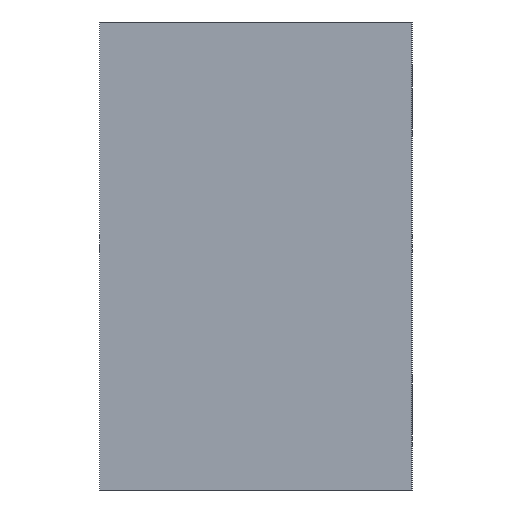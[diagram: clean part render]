
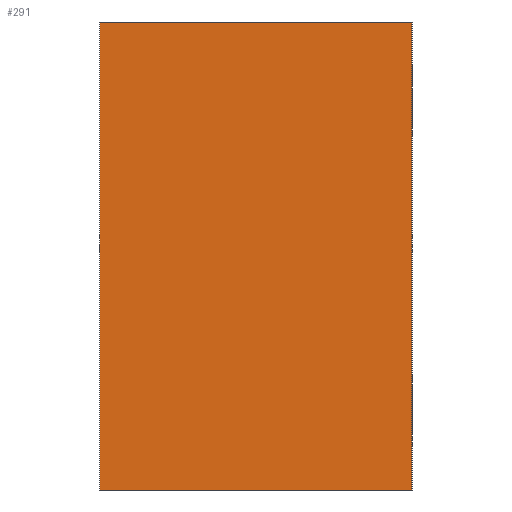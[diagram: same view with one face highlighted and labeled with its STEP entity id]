
A CAD part, left-side view. The second image highlights one B-rep face of the part: STEP entity #291.
In plain terms, the highlighted planar face has unit normal (-1, 0, 0).
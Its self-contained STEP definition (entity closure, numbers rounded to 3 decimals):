
#8 = CARTESIAN_POINT ( 'NONE',  ( 0., 50.8, 0. ) ) ;
#12 = DIRECTION ( 'NONE',  ( 0., 0., -1. ) ) ;
#13 = DIRECTION ( 'NONE',  ( 1., 0., 0. ) ) ;
#15 = PLANE ( 'NONE',  #380 ) ;
#60 = VERTEX_POINT ( 'NONE', #741 ) ;
#72 = VERTEX_POINT ( 'NONE', #708 ) ;
#73 = VERTEX_POINT ( 'NONE', #733 ) ;
#76 = VERTEX_POINT ( 'NONE', #731 ) ;
#137 = EDGE_LOOP ( 'NONE', ( #206, #207, #208, #209 ) ) ;
#147 = LINE ( 'NONE', #707, #852 ) ;
#206 = ORIENTED_EDGE ( 'NONE', *, *, #262, .T. ) ;
#207 = ORIENTED_EDGE ( 'NONE', *, *, #270, .F. ) ;
#208 = ORIENTED_EDGE ( 'NONE', *, *, #313, .F. ) ;
#209 = ORIENTED_EDGE ( 'NONE', *, *, #1073, .T. ) ;
#262 = EDGE_CURVE ( 'NONE', #73, #76, #147, .T. ) ;
#270 = EDGE_CURVE ( 'NONE', #72, #76, #858, .T. ) ;
#291 = ADVANCED_FACE ( 'NONE', ( #887 ), #15, .F. ) ;
#313 = EDGE_CURVE ( 'NONE', #60, #72, #915, .T. ) ;
#380 = AXIS2_PLACEMENT_3D ( 'NONE', #8, #13, #12 ) ;
#464 = CARTESIAN_POINT ( 'NONE',  ( 0., 50.8, 0. ) ) ;
#476 = DIRECTION ( 'NONE',  ( 0., 0., 1. ) ) ;
#661 = CARTESIAN_POINT ( 'NONE',  ( 0., 50.8, -76.2 ) ) ;
#668 = DIRECTION ( 'NONE',  ( 0., -1., 0. ) ) ;
#704 = CARTESIAN_POINT ( 'NONE',  ( 0., 50.8, 0. ) ) ;
#707 = CARTESIAN_POINT ( 'NONE',  ( 0., 0., 0. ) ) ;
#708 = CARTESIAN_POINT ( 'NONE',  ( 0., 50.8, 0. ) ) ;
#713 = DIRECTION ( 'NONE',  ( 0., -1., 0. ) ) ;
#721 = DIRECTION ( 'NONE',  ( 0., 0., 1. ) ) ;
#731 = CARTESIAN_POINT ( 'NONE',  ( 0., 0., 0. ) ) ;
#733 = CARTESIAN_POINT ( 'NONE',  ( 0., 0., -76.2 ) ) ;
#741 = CARTESIAN_POINT ( 'NONE',  ( 0., 50.8, -76.2 ) ) ;
#850 = VECTOR ( 'NONE', #713, 1000. ) ;
#852 = VECTOR ( 'NONE', #721, 1000. ) ;
#858 = LINE ( 'NONE', #704, #850 ) ;
#887 = FACE_OUTER_BOUND ( 'NONE', #137, .T. ) ;
#905 = VECTOR ( 'NONE', #476, 1000. ) ;
#915 = LINE ( 'NONE', #464, #905 ) ;
#1023 = VECTOR ( 'NONE', #668, 1000. ) ;
#1029 = LINE ( 'NONE', #661, #1023 ) ;
#1073 = EDGE_CURVE ( 'NONE', #60, #73, #1029, .T. ) ;
